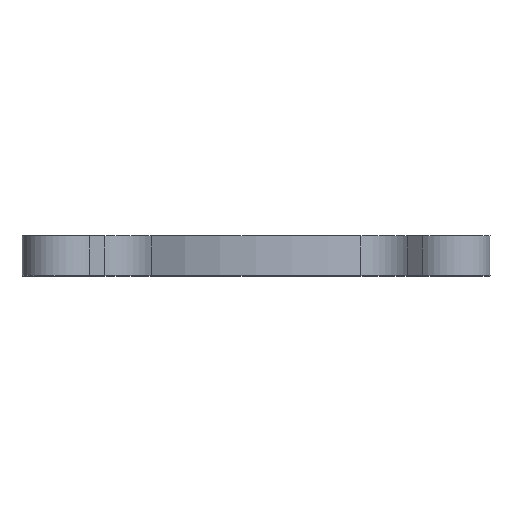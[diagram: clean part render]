
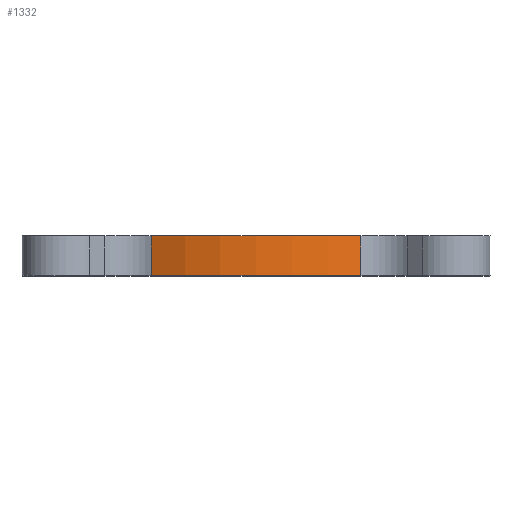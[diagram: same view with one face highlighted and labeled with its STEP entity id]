
A CAD part, top view. The second image highlights one B-rep face of the part: STEP entity #1332.
In plain terms, the highlighted cylindrical face has radius 17.1 mm (diameter 34.2 mm), a partial arc.
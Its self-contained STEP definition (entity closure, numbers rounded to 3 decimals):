
#9 = AXIS2_PLACEMENT_3D ( 'NONE', #22, #147, #563 ) ;
#12 = ORIENTED_EDGE ( 'NONE', *, *, #179, .T. ) ;
#22 = CARTESIAN_POINT ( 'NONE',  ( 0., -22., 0. ) ) ;
#86 = VERTEX_POINT ( 'NONE', #306 ) ;
#116 = CARTESIAN_POINT ( 'NONE',  ( 7.931, -22., 15.15 ) ) ;
#147 = DIRECTION ( 'NONE',  ( 0., 1., 0. ) ) ;
#163 = DIRECTION ( 'NONE',  ( 1., 0., 0. ) ) ;
#179 = EDGE_CURVE ( 'NONE', #897, #340, #1300, .T. ) ;
#193 = CARTESIAN_POINT ( 'NONE',  ( -7.931, -19., 15.15 ) ) ;
#217 = ORIENTED_EDGE ( 'NONE', *, *, #456, .T. ) ;
#271 = DIRECTION ( 'NONE',  ( 0., -1., 0. ) ) ;
#279 = ORIENTED_EDGE ( 'NONE', *, *, #1262, .T. ) ;
#292 = DIRECTION ( 'NONE',  ( 0., -1., 0. ) ) ;
#306 = CARTESIAN_POINT ( 'NONE',  ( -7.931, -22., 15.15 ) ) ;
#340 = VERTEX_POINT ( 'NONE', #784 ) ;
#416 = EDGE_LOOP ( 'NONE', ( #1030, #12, #217, #279 ) ) ;
#456 = EDGE_CURVE ( 'NONE', #340, #601, #478, .T. ) ;
#459 = CARTESIAN_POINT ( 'NONE',  ( 0., -22., 0. ) ) ;
#478 = CIRCLE ( 'NONE', #672, 17.1 ) ;
#563 = DIRECTION ( 'NONE',  ( -1., 0., 0. ) ) ;
#601 = VERTEX_POINT ( 'NONE', #193 ) ;
#672 = AXIS2_PLACEMENT_3D ( 'NONE', #1191, #292, #163 ) ;
#754 = DIRECTION ( 'NONE',  ( 0., -1., 0. ) ) ;
#768 = FACE_OUTER_BOUND ( 'NONE', #416, .T. ) ;
#784 = CARTESIAN_POINT ( 'NONE',  ( 7.931, -19., 15.15 ) ) ;
#818 = AXIS2_PLACEMENT_3D ( 'NONE', #459, #271, #874 ) ;
#861 = LINE ( 'NONE', #1285, #912 ) ;
#866 = VECTOR ( 'NONE', #1195, 1000. ) ;
#874 = DIRECTION ( 'NONE',  ( 1., 0., 0. ) ) ;
#897 = VERTEX_POINT ( 'NONE', #116 ) ;
#912 = VECTOR ( 'NONE', #754, 1000. ) ;
#957 = EDGE_CURVE ( 'NONE', #897, #86, #1094, .T. ) ;
#1030 = ORIENTED_EDGE ( 'NONE', *, *, #957, .F. ) ;
#1094 = CIRCLE ( 'NONE', #818, 17.1 ) ;
#1181 = CYLINDRICAL_SURFACE ( 'NONE', #9, 17.1 ) ;
#1191 = CARTESIAN_POINT ( 'NONE',  ( 0., -19., 0. ) ) ;
#1195 = DIRECTION ( 'NONE',  ( 0., 1., 0. ) ) ;
#1262 = EDGE_CURVE ( 'NONE', #601, #86, #861, .T. ) ;
#1285 = CARTESIAN_POINT ( 'NONE',  ( -7.931, -22., 15.15 ) ) ;
#1287 = CARTESIAN_POINT ( 'NONE',  ( 7.931, -22., 15.15 ) ) ;
#1300 = LINE ( 'NONE', #1287, #866 ) ;
#1332 = ADVANCED_FACE ( 'NONE', ( #768 ), #1181, .T. ) ;
